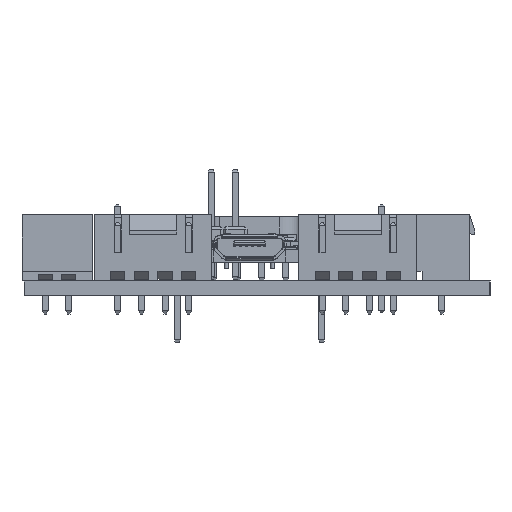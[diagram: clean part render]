
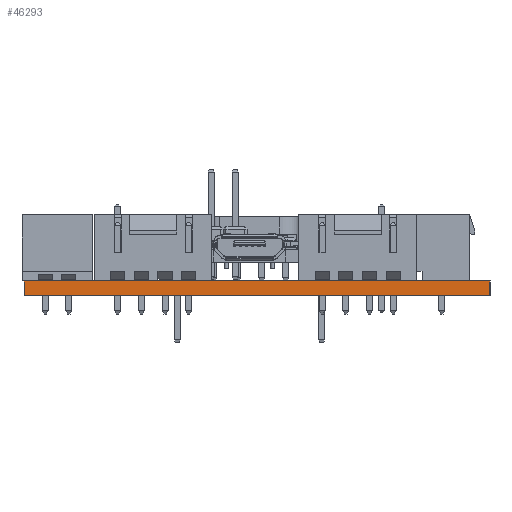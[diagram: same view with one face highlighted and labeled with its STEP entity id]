
A CAD part, left-side view. The second image highlights one B-rep face of the part: STEP entity #46293.
In plain terms, the highlighted planar face has unit normal (-1, 0, 0).
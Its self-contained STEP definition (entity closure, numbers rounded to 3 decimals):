
#669=PLANE('',#49381);
#3129=FACE_OUTER_BOUND('',#5798,.T.);
#5798=EDGE_LOOP('',(#32374,#32375,#32376,#32377));
#8899=LINE('',#65557,#14843);
#8907=LINE('',#65572,#14851);
#8908=LINE('',#65574,#14852);
#8909=LINE('',#65575,#14853);
#14843=VECTOR('',#53094,10.);
#14851=VECTOR('',#53106,10.);
#14852=VECTOR('',#53109,10.);
#14853=VECTOR('',#53110,10.);
#21488=VERTEX_POINT('',#65554);
#21489=VERTEX_POINT('',#65556);
#21493=VERTEX_POINT('',#65568);
#21494=VERTEX_POINT('',#65570);
#25686=EDGE_CURVE('',#21488,#21489,#8899,.T.);
#25694=EDGE_CURVE('',#21493,#21494,#8907,.T.);
#25695=EDGE_CURVE('',#21488,#21493,#8908,.T.);
#25696=EDGE_CURVE('',#21489,#21494,#8909,.T.);
#32374=ORIENTED_EDGE('',*,*,#25695,.T.);
#32375=ORIENTED_EDGE('',*,*,#25694,.T.);
#32376=ORIENTED_EDGE('',*,*,#25696,.F.);
#32377=ORIENTED_EDGE('',*,*,#25686,.F.);
#46293=ADVANCED_FACE('',(#3129),#669,.T.);
#49381=AXIS2_PLACEMENT_3D('',#65573,#53107,#53108);
#53094=DIRECTION('',(0.,0.,1.));
#53106=DIRECTION('',(0.,0.,1.));
#53107=DIRECTION('center_axis',(-1.,0.,0.));
#53108=DIRECTION('ref_axis',(0.,-1.,0.));
#53109=DIRECTION('',(0.,-1.,0.));
#53110=DIRECTION('',(0.,-1.,0.));
#65554=CARTESIAN_POINT('',(0.,49.2,0.));
#65556=CARTESIAN_POINT('',(0.,49.2,1.57));
#65557=CARTESIAN_POINT('',(0.,49.2,0.));
#65568=CARTESIAN_POINT('',(0.,0.,0.));
#65570=CARTESIAN_POINT('',(0.,0.,1.57));
#65572=CARTESIAN_POINT('',(0.,0.,0.));
#65573=CARTESIAN_POINT('Origin',(0.,49.2,0.));
#65574=CARTESIAN_POINT('',(0.,49.2,0.));
#65575=CARTESIAN_POINT('',(0.,49.2,1.57));
